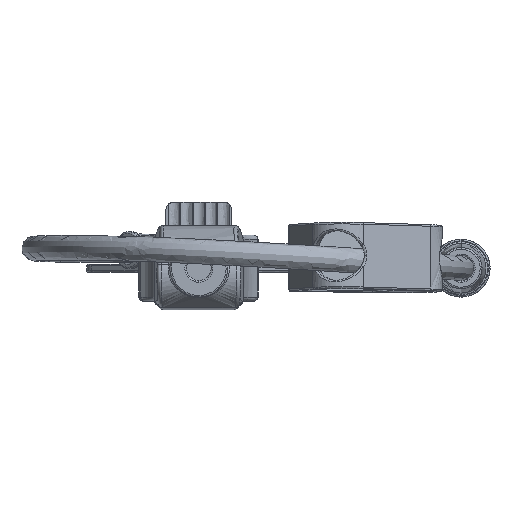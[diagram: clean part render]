
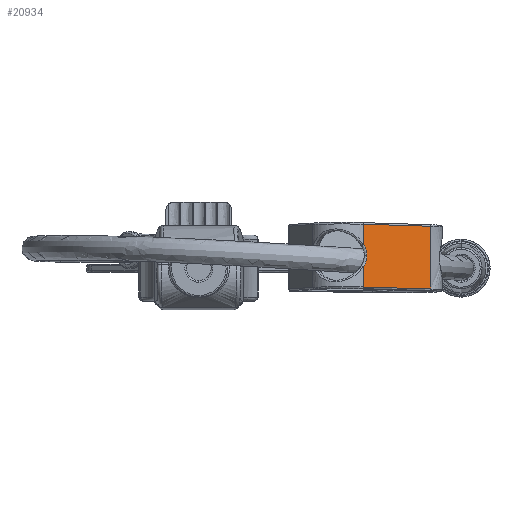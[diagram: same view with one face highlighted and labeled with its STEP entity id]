
A CAD part, front view. The second image highlights one B-rep face of the part: STEP entity #20934.
In plain terms, the highlighted free-form (B-spline) face has degree [1, 1] with [2, 2] control points.
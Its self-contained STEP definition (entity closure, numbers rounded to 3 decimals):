
#20407 = VERTEX_POINT('',#20408);
#20408 = CARTESIAN_POINT('',(32.927,-57.182,
    5.949));
#20829 = EDGE_CURVE('',#20407,#20830,#20832,.T.);
#20830 = VERTEX_POINT('',#20831);
#20831 = CARTESIAN_POINT('',(32.927,-57.493,
    -2.963));
#20832 = B_SPLINE_CURVE_WITH_KNOTS('',1,(#20833,#20834),.UNSPECIFIED.,
  .F.,.F.,(2,2),(0.,7.6),.PIECEWISE_BEZIER_KNOTS.);
#20833 = CARTESIAN_POINT('',(32.927,-57.182,
    5.949));
#20834 = CARTESIAN_POINT('',(32.927,-57.493,
    -2.963));
#20934 = ADVANCED_FACE('',(#20935),#20982,.F.);
#20935 = FACE_BOUND('',#20936,.F.);
#20936 = EDGE_LOOP('',(#20937,#20948,#20957,#20964,#20969,#20970,#20977)
  );
#20937 = ORIENTED_EDGE('',*,*,#20938,.F.);
#20938 = EDGE_CURVE('',#20939,#20941,#20943,.T.);
#20939 = VERTEX_POINT('',#20940);
#20940 = CARTESIAN_POINT('',(23.858,-65.148,
    1.766));
#20941 = VERTEX_POINT('',#20942);
#20942 = CARTESIAN_POINT('',(23.384,-65.611,
    0.185));
#20943 = ( BOUNDED_CURVE() B_SPLINE_CURVE(3,(#20944,#20945,#20946,#20947
),.UNSPECIFIED.,.F.,.F.) B_SPLINE_CURVE_WITH_KNOTS((4,4),(0.,1.),
.PIECEWISE_BEZIER_KNOTS.) CURVE() GEOMETRIC_REPRESENTATION_ITEM() 
RATIONAL_B_SPLINE_CURVE((1.,0.984,0.984,1.)) 
REPRESENTATION_ITEM('') );
#20944 = CARTESIAN_POINT('',(23.858,-65.148,
    1.766));
#20945 = CARTESIAN_POINT('',(23.858,-65.167,
    1.212));
#20946 = CARTESIAN_POINT('',(23.697,-65.324,
    0.677));
#20947 = CARTESIAN_POINT('',(23.384,-65.611,
    0.185));
#20948 = ORIENTED_EDGE('',*,*,#20949,.F.);
#20949 = EDGE_CURVE('',#20950,#20939,#20952,.T.);
#20950 = VERTEX_POINT('',#20951);
#20951 = CARTESIAN_POINT('',(23.384,-65.5,
    3.375));
#20952 = ( BOUNDED_CURVE() B_SPLINE_CURVE(3,(#20953,#20954,#20955,#20956
),.UNSPECIFIED.,.F.,.F.) B_SPLINE_CURVE_WITH_KNOTS((4,4),(0.,1.),
.PIECEWISE_BEZIER_KNOTS.) CURVE() GEOMETRIC_REPRESENTATION_ITEM() 
RATIONAL_B_SPLINE_CURVE((1.,0.984,0.984,1.)) 
REPRESENTATION_ITEM('') );
#20953 = CARTESIAN_POINT('',(23.384,-65.5,
    3.375));
#20954 = CARTESIAN_POINT('',(23.697,-65.247,
    2.865));
#20955 = CARTESIAN_POINT('',(23.858,-65.128,
    2.32));
#20956 = CARTESIAN_POINT('',(23.858,-65.148,
    1.766));
#20957 = ORIENTED_EDGE('',*,*,#20958,.F.);
#20958 = EDGE_CURVE('',#20959,#20950,#20961,.T.);
#20959 = VERTEX_POINT('',#20960);
#20960 = CARTESIAN_POINT('',(23.384,-65.4,
    6.236));
#20961 = B_SPLINE_CURVE_WITH_KNOTS('',1,(#20962,#20963),.UNSPECIFIED.,
  .F.,.F.,(2,2),(0.,2.44),.PIECEWISE_BEZIER_KNOTS.);
#20962 = CARTESIAN_POINT('',(23.384,-65.4,
    6.236));
#20963 = CARTESIAN_POINT('',(23.384,-65.5,
    3.375));
#20964 = ORIENTED_EDGE('',*,*,#20965,.F.);
#20965 = EDGE_CURVE('',#20407,#20959,#20966,.T.);
#20966 = B_SPLINE_CURVE_WITH_KNOTS('',1,(#20967,#20968),.UNSPECIFIED.,
  .F.,.F.,(2,2),(0.,10.735),.PIECEWISE_BEZIER_KNOTS.);
#20967 = CARTESIAN_POINT('',(32.927,-57.182,
    5.949));
#20968 = CARTESIAN_POINT('',(23.384,-65.4,
    6.236));
#20969 = ORIENTED_EDGE('',*,*,#20829,.T.);
#20970 = ORIENTED_EDGE('',*,*,#20971,.F.);
#20971 = EDGE_CURVE('',#20972,#20830,#20974,.T.);
#20972 = VERTEX_POINT('',#20973);
#20973 = CARTESIAN_POINT('',(23.384,-65.711,
    -2.676));
#20974 = B_SPLINE_CURVE_WITH_KNOTS('',1,(#20975,#20976),.UNSPECIFIED.,
  .F.,.F.,(2,2),(0.,10.735),.PIECEWISE_BEZIER_KNOTS.);
#20975 = CARTESIAN_POINT('',(23.384,-65.711,
    -2.676));
#20976 = CARTESIAN_POINT('',(32.927,-57.493,
    -2.963));
#20977 = ORIENTED_EDGE('',*,*,#20978,.F.);
#20978 = EDGE_CURVE('',#20941,#20972,#20979,.T.);
#20979 = B_SPLINE_CURVE_WITH_KNOTS('',1,(#20980,#20981),.UNSPECIFIED.,
  .F.,.F.,(2,2),(0.,2.44),.PIECEWISE_BEZIER_KNOTS.);
#20980 = CARTESIAN_POINT('',(23.384,-65.611,
    0.185));
#20981 = CARTESIAN_POINT('',(23.384,-65.711,
    -2.676));
#20982 = B_SPLINE_SURFACE_WITH_KNOTS('',1,1,(
    (#20983,#20984)
    ,(#20985,#20986
    )),.UNSPECIFIED.,.F.,.F.,.F.,(2,2),(2,2),(5.386,
    17.803),(-29.756,-16.603),
  .PIECEWISE_BEZIER_KNOTS.);
#20983 = CARTESIAN_POINT('',(26.595,-63.154,
    -8.72));
#20984 = CARTESIAN_POINT('',(36.118,-54.64,
    -0.06));
#20985 = CARTESIAN_POINT('',(20.192,-68.253,
    3.334));
#20986 = CARTESIAN_POINT('',(29.716,-59.739,
    11.994));
